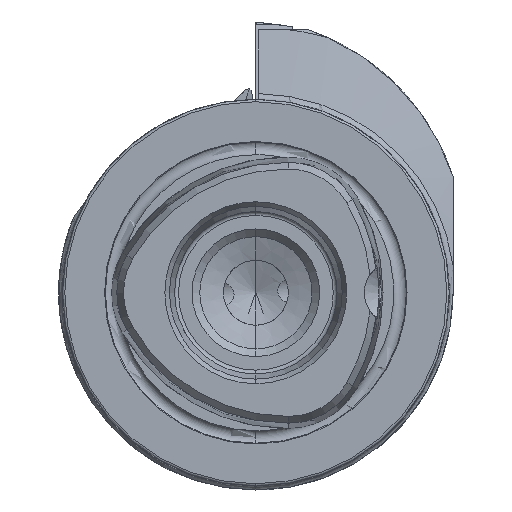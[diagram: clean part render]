
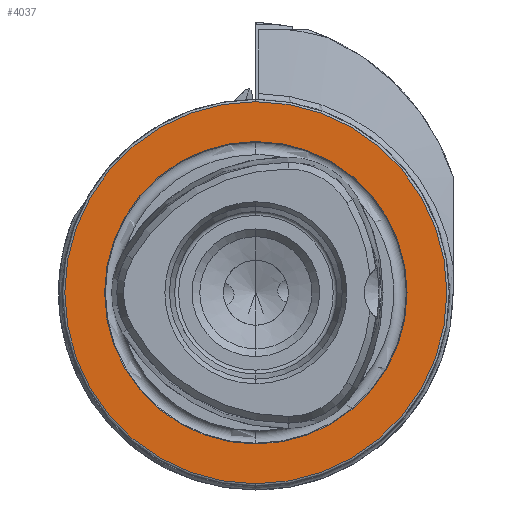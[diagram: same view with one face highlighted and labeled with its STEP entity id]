
A CAD part, left-side view. The second image highlights one B-rep face of the part: STEP entity #4037.
In plain terms, the highlighted planar face has unit normal (-1, 0, 0).
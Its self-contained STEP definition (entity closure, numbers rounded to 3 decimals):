
#280 = DIRECTION ( 'NONE',  ( 0., 0., 1. ) ) ;
#2248 = CARTESIAN_POINT ( 'NONE',  ( 0., 0., 0. ) ) ;
#2428 = VERTEX_POINT ( 'NONE', #13799 ) ;
#2593 = ORIENTED_EDGE ( 'NONE', *, *, #12981, .T. ) ;
#2898 = FACE_BOUND ( 'NONE', #2900, .T. ) ;
#2900 = EDGE_LOOP ( 'NONE', ( #11928, #17108 ) ) ;
#3053 = CIRCLE ( 'NONE', #10414, 19.55 ) ;
#3195 = FACE_OUTER_BOUND ( 'NONE', #10476, .T. ) ;
#4037 = ADVANCED_FACE ( 'NONE', ( #2898, #3195 ), #9139, .F. ) ;
#4211 = AXIS2_PLACEMENT_3D ( 'NONE', #5651, #5938, #17321 ) ;
#4395 = CARTESIAN_POINT ( 'NONE',  ( 0., 0., 0. ) ) ;
#5332 = DIRECTION ( 'NONE',  ( -1., 0., 0. ) ) ;
#5375 = VERTEX_POINT ( 'NONE', #17531 ) ;
#5458 = VERTEX_POINT ( 'NONE', #15223 ) ;
#5651 = CARTESIAN_POINT ( 'NONE',  ( 0., 0., 0. ) ) ;
#5849 = EDGE_CURVE ( 'NONE', #2428, #16214, #11538, .T. ) ;
#5887 = CARTESIAN_POINT ( 'NONE',  ( 0., 19.55, 0. ) ) ;
#5938 = DIRECTION ( 'NONE',  ( -1., 0., 0. ) ) ;
#7487 = EDGE_CURVE ( 'NONE', #5375, #5458, #16134, .T. ) ;
#7534 = CARTESIAN_POINT ( 'NONE',  ( 0., 0., 19.55 ) ) ;
#8689 = AXIS2_PLACEMENT_3D ( 'NONE', #4395, #8902, #280 ) ;
#8902 = DIRECTION ( 'NONE',  ( -1., 0., 0. ) ) ;
#9139 = PLANE ( 'NONE',  #14763 ) ;
#9620 = EDGE_CURVE ( 'NONE', #16214, #2428, #3053, .T. ) ;
#10414 = AXIS2_PLACEMENT_3D ( 'NONE', #13089, #14508, #15060 ) ;
#10476 = EDGE_LOOP ( 'NONE', ( #2593, #14900 ) ) ;
#11538 = CIRCLE ( 'NONE', #4211, 19.55 ) ;
#11909 = DIRECTION ( 'NONE',  ( 1., 0., 0. ) ) ;
#11928 = ORIENTED_EDGE ( 'NONE', *, *, #9620, .F. ) ;
#12158 = AXIS2_PLACEMENT_3D ( 'NONE', #2248, #5332, #14208 ) ;
#12981 = EDGE_CURVE ( 'NONE', #5458, #5375, #16373, .T. ) ;
#13089 = CARTESIAN_POINT ( 'NONE',  ( 0., 0., 0. ) ) ;
#13799 = CARTESIAN_POINT ( 'NONE',  ( 0., 0., -19.55 ) ) ;
#14208 = DIRECTION ( 'NONE',  ( 0., 0., 1. ) ) ;
#14508 = DIRECTION ( 'NONE',  ( -1., 0., 0. ) ) ;
#14580 = DIRECTION ( 'NONE',  ( 0., 0., -1. ) ) ;
#14763 = AXIS2_PLACEMENT_3D ( 'NONE', #5887, #11909, #14580 ) ;
#14900 = ORIENTED_EDGE ( 'NONE', *, *, #7487, .T. ) ;
#15060 = DIRECTION ( 'NONE',  ( 0., 0., 1. ) ) ;
#15223 = CARTESIAN_POINT ( 'NONE',  ( 0., 0., 24.7 ) ) ;
#16134 = CIRCLE ( 'NONE', #12158, 24.7 ) ;
#16214 = VERTEX_POINT ( 'NONE', #7534 ) ;
#16373 = CIRCLE ( 'NONE', #8689, 24.7 ) ;
#17108 = ORIENTED_EDGE ( 'NONE', *, *, #5849, .F. ) ;
#17321 = DIRECTION ( 'NONE',  ( 0., 0., 1. ) ) ;
#17531 = CARTESIAN_POINT ( 'NONE',  ( 0., 0., -24.7 ) ) ;
